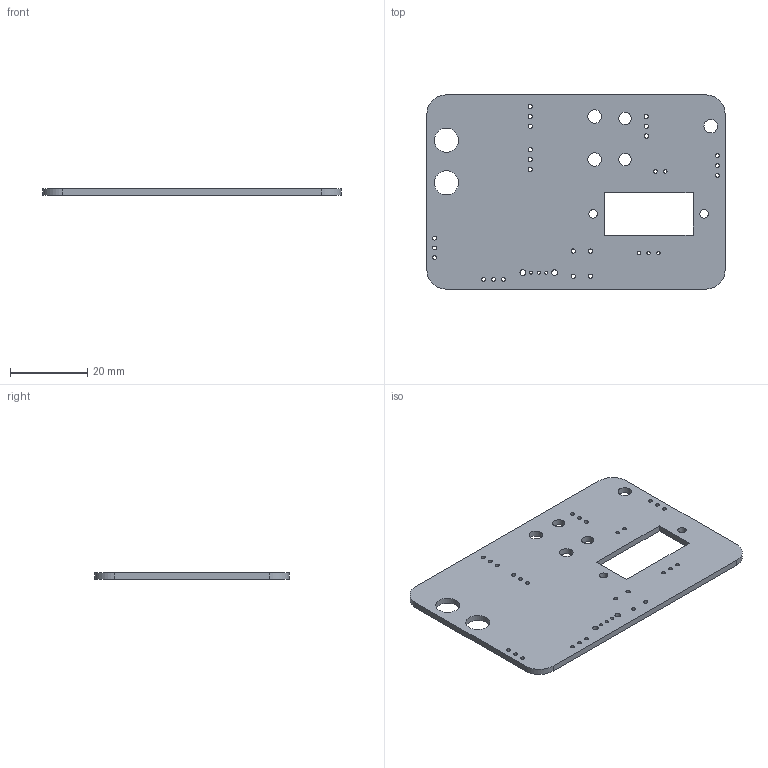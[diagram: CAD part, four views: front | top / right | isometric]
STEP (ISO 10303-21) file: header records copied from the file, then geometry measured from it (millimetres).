
FILE_DESCRIPTION(('KiCad electronic assembly'),'2;1');
FILE_NAME('discharger.step','2022-10-30T22:41:27',('Pcbnew'),('Kicad'), 'Open CASCADE STEP processor 7.5','KiCad to STEP converter','Unknown' );
FILE_SCHEMA(('AUTOMOTIVE_DESIGN { 1 0 10303 214 1 1 1 1 }'));
Length unit declared in the file: millimetre
Products named in the file (2): discharger 1; discharger PCB
Assembly tree (1 placements, depth 2):
  discharger 1
    discharger PCB
Bounding box: 77.22 x 50.29 x 1.6 mm (x, y, z)
Volume: 5546.6 mm3; surface area: 7772.9 mm2
Topology: 1 solids, 1 shells, 55 faces, 159 edges, 106 vertices
Faces by surface type: cylinder 45, plane 10
Full cylindrical faces by diameter (mm): 0.8 x3, 0.9 x5, 1 x9, 1.1 x13, 1.5 x2, 2.2 x2, 3.2 x2, 3.5 x3, 6.25 x2
Entity records: 4415 total; most frequent: CARTESIAN_POINT 1180, DIRECTION 591, ORIENTED_EDGE 318, PCURVE 318, DEFINITIONAL_REPRESENTATION 318, LINE 297, VECTOR 297, EDGE_CURVE 159
